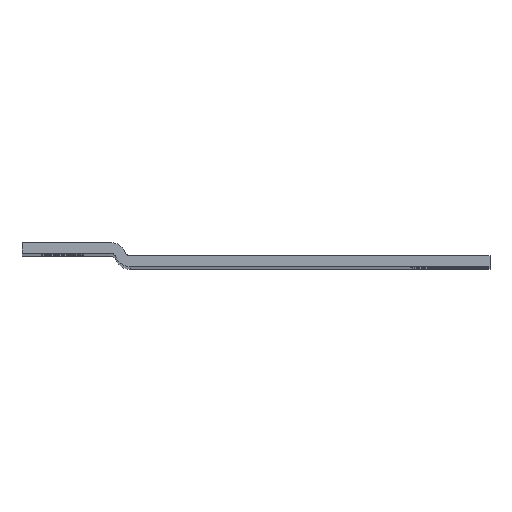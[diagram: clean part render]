
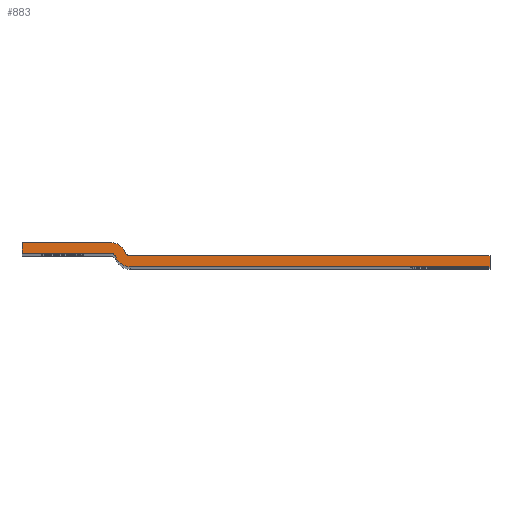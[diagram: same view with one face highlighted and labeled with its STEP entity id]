
A CAD part, top view. The second image highlights one B-rep face of the part: STEP entity #883.
In plain terms, the highlighted planar face has unit normal (0, 0, 1).
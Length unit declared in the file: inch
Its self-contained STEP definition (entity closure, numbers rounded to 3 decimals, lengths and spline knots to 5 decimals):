
#6 = CARTESIAN_POINT ( 'NONE',  ( -1.5625, 0., 5.234 ) ) ;
#13 = CARTESIAN_POINT ( 'NONE',  ( -1.5625, 0.09, 5.234 ) ) ;
#15 = CARTESIAN_POINT ( 'NONE',  ( -0.87106, 0.0945, 5.234 ) ) ;
#22 = VECTOR ( 'NONE', #1361, 39.37008 ) ;
#27 = AXIS2_PLACEMENT_3D ( 'NONE', #335, #1311, #55 ) ;
#40 = CARTESIAN_POINT ( 'NONE',  ( -0.93781, 0.0675, 5.234 ) ) ;
#55 = DIRECTION ( 'NONE',  ( 0., 1., 0. ) ) ;
#63 = VERTEX_POINT ( 'NONE', #1437 ) ;
#74 = DIRECTION ( 'NONE',  ( 1., 0., 0. ) ) ;
#80 = EDGE_CURVE ( 'NONE', #746, #1216, #433, .T. ) ;
#137 = LINE ( 'NONE', #609, #439 ) ;
#142 = EDGE_CURVE ( 'NONE', #1001, #1342, #1364, .T. ) ;
#175 = CIRCLE ( 'NONE', #406, 0.108 ) ;
#189 = EDGE_CURVE ( 'NONE', #1483, #1101, #590, .T. ) ;
#190 = CARTESIAN_POINT ( 'NONE',  ( 1.5625, 0.072, 5.234 ) ) ;
#244 = LINE ( 'NONE', #741, #367 ) ;
#247 = EDGE_CURVE ( 'NONE', #63, #1576, #1485, .T. ) ;
#256 = EDGE_CURVE ( 'NONE', #63, #1483, #137, .T. ) ;
#263 = VECTOR ( 'NONE', #687, 39.37008 ) ;
#265 = VERTEX_POINT ( 'NONE', #1120 ) ;
#311 = DIRECTION ( 'NONE',  ( 0., 1., 0. ) ) ;
#318 = LINE ( 'NONE', #1165, #263 ) ;
#333 = FACE_OUTER_BOUND ( 'NONE', #612, .T. ) ;
#335 = CARTESIAN_POINT ( 'NONE',  ( -0.97118, 0.054, 5.234 ) ) ;
#336 = VECTOR ( 'NONE', #816, 39.37008 ) ;
#343 = DIRECTION ( 'NONE',  ( 0., -1., 0. ) ) ;
#354 = DIRECTION ( 'NONE',  ( 1., 0., 0. ) ) ;
#357 = DIRECTION ( 'NONE',  ( 0., 1., 0. ) ) ;
#367 = VECTOR ( 'NONE', #1226, 39.37008 ) ;
#406 = AXIS2_PLACEMENT_3D ( 'NONE', #728, #1453, #354 ) ;
#433 = LINE ( 'NONE', #1201, #1056 ) ;
#439 = VECTOR ( 'NONE', #357, 39.37008 ) ;
#468 = ORIENTED_EDGE ( 'NONE', *, *, #256, .T. ) ;
#477 = CARTESIAN_POINT ( 'NONE',  ( -0.97118, 0.09, 5.234 ) ) ;
#506 = ORIENTED_EDGE ( 'NONE', *, *, #1401, .T. ) ;
#532 = ORIENTED_EDGE ( 'NONE', *, *, #1491, .T. ) ;
#579 = DIRECTION ( 'NONE',  ( 0., 0., 1. ) ) ;
#590 = LINE ( 'NONE', #1562, #336 ) ;
#599 = DIRECTION ( 'NONE',  ( 0., 0., -1. ) ) ;
#609 = CARTESIAN_POINT ( 'NONE',  ( 1.5625, 0.162, 5.234 ) ) ;
#612 = EDGE_LOOP ( 'NONE', ( #1383, #1166, #532, #1057, #1231, #743, #468, #869, #506, #761 ) ) ;
#684 = CARTESIAN_POINT ( 'NONE',  ( 1.5625, 0.162, 5.234 ) ) ;
#687 = DIRECTION ( 'NONE',  ( 1., 0., 0. ) ) ;
#689 = AXIS2_PLACEMENT_3D ( 'NONE', #684, #579, #1557 ) ;
#692 = CARTESIAN_POINT ( 'NONE',  ( -0.97118, 0.054, 5.234 ) ) ;
#728 = CARTESIAN_POINT ( 'NONE',  ( -0.83769, 0.108, 5.234 ) ) ;
#741 = CARTESIAN_POINT ( 'NONE',  ( 1.5625, 0.162, 5.234 ) ) ;
#743 = ORIENTED_EDGE ( 'NONE', *, *, #247, .F. ) ;
#746 = VERTEX_POINT ( 'NONE', #1400 ) ;
#761 = ORIENTED_EDGE ( 'NONE', *, *, #1504, .T. ) ;
#816 = DIRECTION ( 'NONE',  ( -1., 0., 0. ) ) ;
#834 = CIRCLE ( 'NONE', #1394, 0.036 ) ;
#869 = ORIENTED_EDGE ( 'NONE', *, *, #189, .T. ) ;
#883 = ADVANCED_FACE ( 'NONE', ( #333 ), #1067, .T. ) ;
#1001 = VERTEX_POINT ( 'NONE', #477 ) ;
#1021 = EDGE_CURVE ( 'NONE', #1576, #1342, #175, .T. ) ;
#1056 = VECTOR ( 'NONE', #343, 39.37008 ) ;
#1057 = ORIENTED_EDGE ( 'NONE', *, *, #142, .T. ) ;
#1067 = PLANE ( 'NONE',  #689 ) ;
#1101 = VERTEX_POINT ( 'NONE', #1106 ) ;
#1106 = CARTESIAN_POINT ( 'NONE',  ( -0.83769, 0.072, 5.234 ) ) ;
#1120 = CARTESIAN_POINT ( 'NONE',  ( -0.97118, 0.162, 5.234 ) ) ;
#1141 = CIRCLE ( 'NONE', #27, 0.108 ) ;
#1165 = CARTESIAN_POINT ( 'NONE',  ( 1.5625, 0.09, 5.234 ) ) ;
#1166 = ORIENTED_EDGE ( 'NONE', *, *, #80, .T. ) ;
#1201 = CARTESIAN_POINT ( 'NONE',  ( -1.5625, 0.162, 5.234 ) ) ;
#1203 = AXIS2_PLACEMENT_3D ( 'NONE', #692, #599, #311 ) ;
#1216 = VERTEX_POINT ( 'NONE', #13 ) ;
#1226 = DIRECTION ( 'NONE',  ( -1., 0., 0. ) ) ;
#1231 = ORIENTED_EDGE ( 'NONE', *, *, #1021, .F. ) ;
#1255 = EDGE_CURVE ( 'NONE', #265, #746, #244, .T. ) ;
#1279 = CARTESIAN_POINT ( 'NONE',  ( -0.83769, 0., 5.234 ) ) ;
#1293 = VERTEX_POINT ( 'NONE', #15 ) ;
#1311 = DIRECTION ( 'NONE',  ( 0., 0., 1. ) ) ;
#1342 = VERTEX_POINT ( 'NONE', #40 ) ;
#1361 = DIRECTION ( 'NONE',  ( -1., 0., 0. ) ) ;
#1364 = CIRCLE ( 'NONE', #1203, 0.036 ) ;
#1374 = CARTESIAN_POINT ( 'NONE',  ( -0.83769, 0.108, 5.234 ) ) ;
#1383 = ORIENTED_EDGE ( 'NONE', *, *, #1255, .T. ) ;
#1394 = AXIS2_PLACEMENT_3D ( 'NONE', #1374, #1408, #74 ) ;
#1400 = CARTESIAN_POINT ( 'NONE',  ( -1.5625, 0.162, 5.234 ) ) ;
#1401 = EDGE_CURVE ( 'NONE', #1101, #1293, #834, .T. ) ;
#1408 = DIRECTION ( 'NONE',  ( 0., 0., -1. ) ) ;
#1437 = CARTESIAN_POINT ( 'NONE',  ( 1.5625, 0., 5.234 ) ) ;
#1453 = DIRECTION ( 'NONE',  ( 0., 0., -1. ) ) ;
#1483 = VERTEX_POINT ( 'NONE', #190 ) ;
#1485 = LINE ( 'NONE', #6, #22 ) ;
#1491 = EDGE_CURVE ( 'NONE', #1216, #1001, #318, .T. ) ;
#1504 = EDGE_CURVE ( 'NONE', #1293, #265, #1141, .T. ) ;
#1557 = DIRECTION ( 'NONE',  ( 1., 0., 0. ) ) ;
#1562 = CARTESIAN_POINT ( 'NONE',  ( 1.5625, 0.072, 5.234 ) ) ;
#1576 = VERTEX_POINT ( 'NONE', #1279 ) ;
